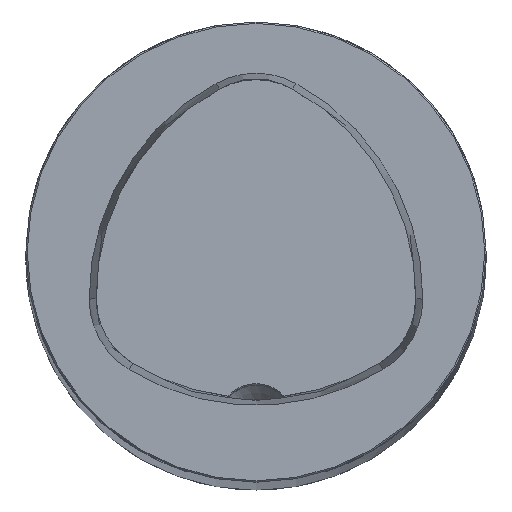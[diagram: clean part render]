
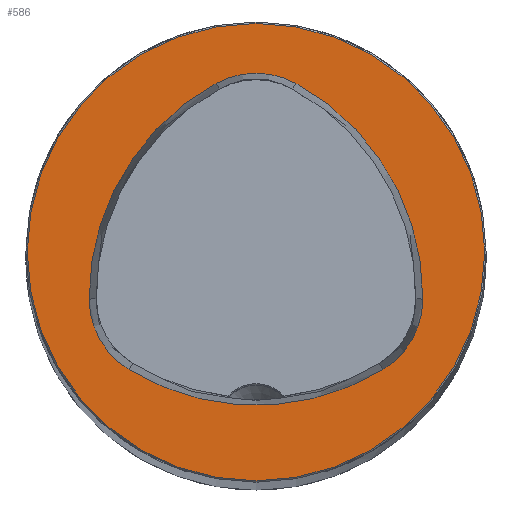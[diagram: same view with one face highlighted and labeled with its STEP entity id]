
A CAD part, top view. The second image highlights one B-rep face of the part: STEP entity #586.
In plain terms, the highlighted planar face has unit normal (0, 0, 1).
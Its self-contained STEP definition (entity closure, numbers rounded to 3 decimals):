
#133=PLANE('',#5224);
#586=ADVANCED_FACE('CU_FL_N1_SU_1',(#1897,#1898),#133,.T.);
#1897=FACE_BOUND('',#2014,.T.);
#1898=FACE_BOUND('',#2015,.T.);
#2014=EDGE_LOOP('',(#2418,#2419,#2420,#2421,#2422,#2423));
#2015=EDGE_LOOP('',(#2424));
#2418=ORIENTED_EDGE('',*,*,#4343,.F.);
#2419=ORIENTED_EDGE('',*,*,#4344,.F.);
#2420=ORIENTED_EDGE('',*,*,#4345,.F.);
#2421=ORIENTED_EDGE('',*,*,#4346,.F.);
#2422=ORIENTED_EDGE('',*,*,#4340,.F.);
#2423=ORIENTED_EDGE('',*,*,#4347,.F.);
#2424=ORIENTED_EDGE('',*,*,#4348,.T.);
#3863=VERTEX_POINT('',#7574);
#3864=VERTEX_POINT('',#7576);
#3866=VERTEX_POINT('',#7582);
#3867=VERTEX_POINT('',#7583);
#3868=VERTEX_POINT('',#7585);
#3869=VERTEX_POINT('',#7587);
#3870=VERTEX_POINT('',#7591);
#4340=EDGE_CURVE('',#3863,#3864,#5026,.T.);
#4343=EDGE_CURVE('',#3866,#3867,#5028,.T.);
#4344=EDGE_CURVE('',#3868,#3866,#5029,.T.);
#4345=EDGE_CURVE('',#3869,#3868,#5030,.T.);
#4346=EDGE_CURVE('',#3864,#3869,#5031,.T.);
#4347=EDGE_CURVE('',#3867,#3863,#5032,.T.);
#4348=EDGE_CURVE('',#3870,#3870,#5033,.T.);
#5026=CIRCLE('',#5215,53.075);
#5028=CIRCLE('',#5218,53.075);
#5029=CIRCLE('',#5219,18.075);
#5030=CIRCLE('',#5220,53.075);
#5031=CIRCLE('',#5221,18.075);
#5032=CIRCLE('',#5222,18.075);
#5033=CIRCLE('',#5223,49.7);
#5215=AXIS2_PLACEMENT_3D('',#7575,#5810,#5811);
#5218=AXIS2_PLACEMENT_3D('',#7581,#5817,#5818);
#5219=AXIS2_PLACEMENT_3D('',#7584,#5819,#5820);
#5220=AXIS2_PLACEMENT_3D('',#7586,#5821,#5822);
#5221=AXIS2_PLACEMENT_3D('',#7588,#5823,#5824);
#5222=AXIS2_PLACEMENT_3D('',#7589,#5825,#5826);
#5223=AXIS2_PLACEMENT_3D('',#7590,#5827,#5828);
#5224=AXIS2_PLACEMENT_3D('',#7592,#5829,#5830);
#5810=DIRECTION('',(0.,0.,1.));
#5811=DIRECTION('',(1.,0.,0.));
#5817=DIRECTION('',(0.,0.,1.));
#5818=DIRECTION('',(1.,0.,0.));
#5819=DIRECTION('',(0.,0.,1.));
#5820=DIRECTION('',(1.,0.,0.));
#5821=DIRECTION('',(0.,0.,1.));
#5822=DIRECTION('',(1.,0.,0.));
#5823=DIRECTION('',(0.,0.,1.));
#5824=DIRECTION('',(1.,0.,0.));
#5825=DIRECTION('',(0.,0.,1.));
#5826=DIRECTION('',(1.,0.,0.));
#5827=DIRECTION('',(0.,0.,1.));
#5828=DIRECTION('',(1.,0.,0.));
#5829=DIRECTION('',(0.,0.,1.));
#5830=DIRECTION('',(1.,0.,0.));
#7574=CARTESIAN_POINT('',(-27.566,-25.555,0.));
#7575=CARTESIAN_POINT('',(0.,19.8,0.));
#7576=CARTESIAN_POINT('',(27.566,-25.555,0.));
#7581=CARTESIAN_POINT('',(16.821,-9.893,0.));
#7582=CARTESIAN_POINT('',(-8.687,36.651,0.));
#7583=CARTESIAN_POINT('',(-36.253,-10.221,0.));
#7584=CARTESIAN_POINT('',(0.,20.8,0.));
#7585=CARTESIAN_POINT('',(8.687,36.651,0.));
#7586=CARTESIAN_POINT('',(-16.821,-9.893,0.));
#7587=CARTESIAN_POINT('',(36.253,-10.221,0.));
#7588=CARTESIAN_POINT('',(18.178,-10.109,0.));
#7589=CARTESIAN_POINT('',(-18.178,-10.109,0.));
#7590=CARTESIAN_POINT('',(0.,0.,0.));
#7591=CARTESIAN_POINT('',(49.7,0.,0.));
#7592=CARTESIAN_POINT('',(0.,0.,0.));
